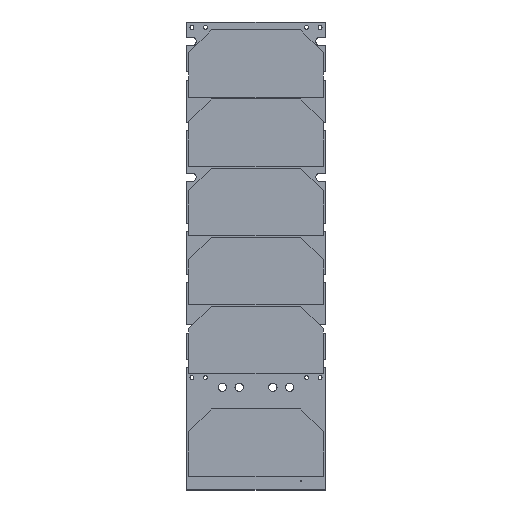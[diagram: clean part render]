
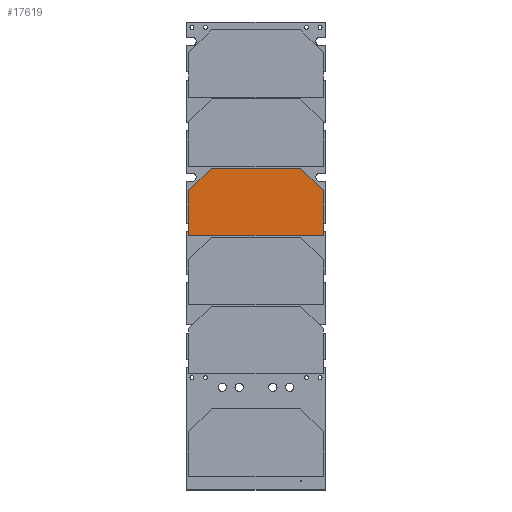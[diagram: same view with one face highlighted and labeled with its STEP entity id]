
A CAD part, top view. The second image highlights one B-rep face of the part: STEP entity #17619.
In plain terms, the highlighted planar face has unit normal (0, 0, 1).
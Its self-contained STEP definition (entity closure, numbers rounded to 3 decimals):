
#640=PLANE('',#18829);
#1721=LINE('',#25558,#3922);
#1725=LINE('',#25565,#3926);
#1728=LINE('',#25571,#3929);
#1731=LINE('',#25577,#3932);
#1734=LINE('',#25583,#3935);
#1736=LINE('',#25586,#3937);
#3922=VECTOR('',#20581,1000.);
#3926=VECTOR('',#20587,1000.);
#3929=VECTOR('',#20592,1000.);
#3932=VECTOR('',#20597,1000.);
#3935=VECTOR('',#20602,1000.);
#3937=VECTOR('',#20606,1000.);
#6120=FACE_OUTER_BOUND('',#7291,.T.);
#7291=EDGE_LOOP('',(#12999,#13000,#13001,#13002,#13003,#13004));
#8747=VERTEX_POINT('',#25555);
#8748=VERTEX_POINT('',#25557);
#8750=VERTEX_POINT('',#25563);
#8752=VERTEX_POINT('',#25569);
#8754=VERTEX_POINT('',#25575);
#8756=VERTEX_POINT('',#25581);
#10236=EDGE_CURVE('',#8748,#8747,#1721,.T.);
#10240=EDGE_CURVE('',#8747,#8750,#1725,.T.);
#10243=EDGE_CURVE('',#8750,#8752,#1728,.T.);
#10246=EDGE_CURVE('',#8752,#8754,#1731,.T.);
#10249=EDGE_CURVE('',#8754,#8756,#1734,.T.);
#10251=EDGE_CURVE('',#8756,#8748,#1736,.T.);
#12999=ORIENTED_EDGE('',*,*,#10236,.T.);
#13000=ORIENTED_EDGE('',*,*,#10240,.T.);
#13001=ORIENTED_EDGE('',*,*,#10243,.T.);
#13002=ORIENTED_EDGE('',*,*,#10246,.T.);
#13003=ORIENTED_EDGE('',*,*,#10249,.T.);
#13004=ORIENTED_EDGE('',*,*,#10251,.T.);
#17619=ADVANCED_FACE('',(#6120),#640,.T.);
#18829=AXIS2_PLACEMENT_3D('',#25587,#20607,#20608);
#20581=DIRECTION('',(0.,1.,0.));
#20587=DIRECTION('',(-0.707,0.707,0.));
#20592=DIRECTION('',(-1.,0.,0.));
#20597=DIRECTION('',(-0.707,-0.707,0.));
#20602=DIRECTION('',(0.,-1.,0.));
#20606=DIRECTION('',(1.,0.,0.));
#20607=DIRECTION('center_axis',(0.,0.,1.));
#20608=DIRECTION('ref_axis',(1.,0.,0.));
#25555=CARTESIAN_POINT('',(80.,26.595,0.28));
#25557=CARTESIAN_POINT('',(80.,0.095,0.28));
#25558=CARTESIAN_POINT('',(80.,0.095,0.28));
#25563=CARTESIAN_POINT('',(66.5,40.095,0.28));
#25565=CARTESIAN_POINT('',(80.,26.595,0.28));
#25569=CARTESIAN_POINT('',(13.5,40.095,0.28));
#25571=CARTESIAN_POINT('',(66.5,40.095,0.28));
#25575=CARTESIAN_POINT('',(0.,26.595,0.28));
#25577=CARTESIAN_POINT('',(0.,26.595,0.28));
#25581=CARTESIAN_POINT('',(0.,0.095,0.28));
#25583=CARTESIAN_POINT('',(0.,0.095,0.28));
#25586=CARTESIAN_POINT('',(0.,0.095,0.28));
#25587=CARTESIAN_POINT('Origin',(40.,7.7,0.28));
